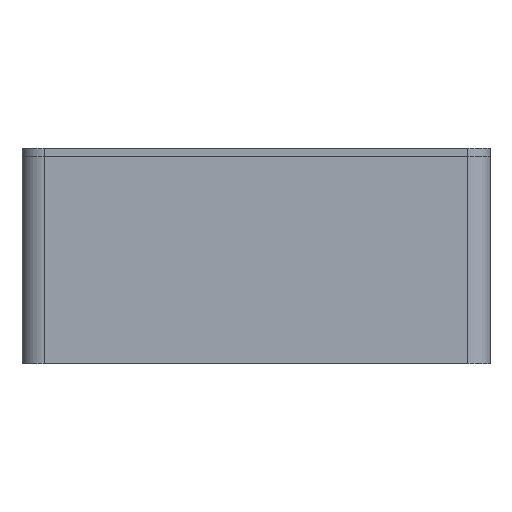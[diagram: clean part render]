
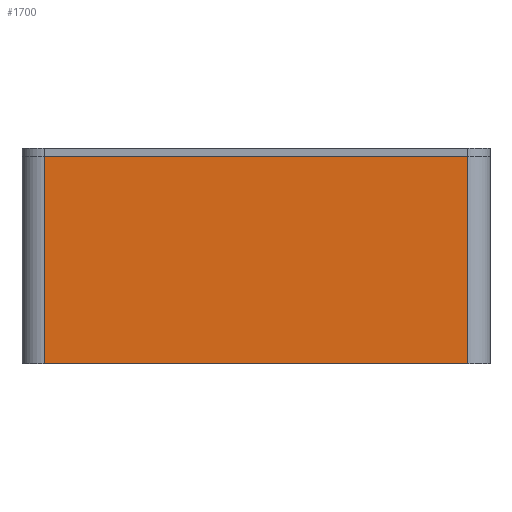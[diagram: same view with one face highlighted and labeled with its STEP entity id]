
A CAD part, front view. The second image highlights one B-rep face of the part: STEP entity #1700.
In plain terms, the highlighted planar face has unit normal (0, -1, 0).
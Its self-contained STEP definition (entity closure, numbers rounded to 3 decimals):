
#105 = VERTEX_POINT('',#106);
#106 = CARTESIAN_POINT('',(29.21,-99.02,12.686));
#550 = VERTEX_POINT('',#551);
#551 = CARTESIAN_POINT('',(100.33,-99.02,12.686));
#557 = EDGE_CURVE('',#105,#550,#558,.T.);
#558 = LINE('',#559,#560);
#559 = CARTESIAN_POINT('',(29.21,-99.02,12.686));
#560 = VECTOR('',#561,1.);
#561 = DIRECTION('',(1.,0.,0.));
#573 = VERTEX_POINT('',#574);
#574 = CARTESIAN_POINT('',(29.21,-99.02,-22.114));
#581 = EDGE_CURVE('',#105,#573,#582,.T.);
#582 = LINE('',#583,#584);
#583 = CARTESIAN_POINT('',(29.21,-99.02,12.686));
#584 = VECTOR('',#585,1.);
#585 = DIRECTION('',(-0.,-0.,-1.));
#598 = EDGE_CURVE('',#573,#599,#601,.T.);
#599 = VERTEX_POINT('',#600);
#600 = CARTESIAN_POINT('',(100.33,-99.02,-22.114));
#601 = LINE('',#602,#603);
#602 = CARTESIAN_POINT('',(29.21,-99.02,-22.114));
#603 = VECTOR('',#604,1.);
#604 = DIRECTION('',(1.,0.,0.));
#1700 = ADVANCED_FACE('',(#1701),#1712,.T.);
#1701 = FACE_BOUND('',#1702,.T.);
#1702 = EDGE_LOOP('',(#1703,#1704,#1705,#1711));
#1703 = ORIENTED_EDGE('',*,*,#581,.T.);
#1704 = ORIENTED_EDGE('',*,*,#598,.T.);
#1705 = ORIENTED_EDGE('',*,*,#1706,.F.);
#1706 = EDGE_CURVE('',#550,#599,#1707,.T.);
#1707 = LINE('',#1708,#1709);
#1708 = CARTESIAN_POINT('',(100.33,-99.02,12.686));
#1709 = VECTOR('',#1710,1.);
#1710 = DIRECTION('',(-0.,-0.,-1.));
#1711 = ORIENTED_EDGE('',*,*,#557,.F.);
#1712 = PLANE('',#1713);
#1713 = AXIS2_PLACEMENT_3D('',#1714,#1715,#1716);
#1714 = CARTESIAN_POINT('',(29.21,-99.02,12.686));
#1715 = DIRECTION('',(0.,-1.,0.));
#1716 = DIRECTION('',(1.,0.,0.));
